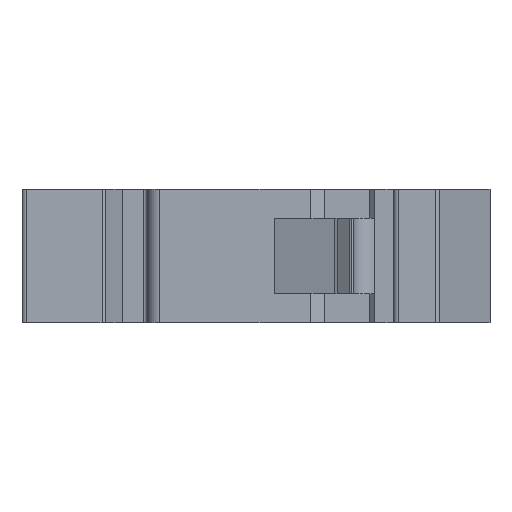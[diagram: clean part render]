
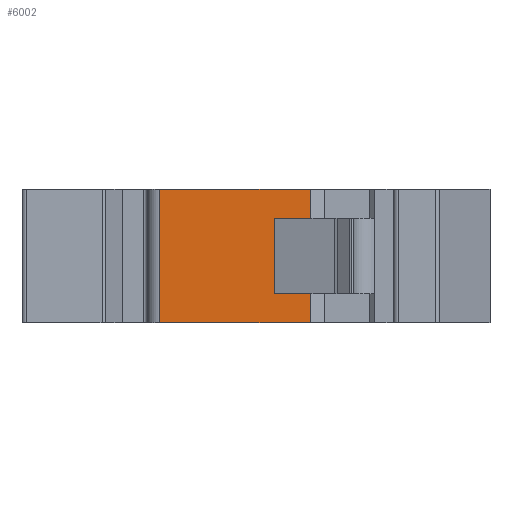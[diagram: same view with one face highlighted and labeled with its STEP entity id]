
A CAD part, front view. The second image highlights one B-rep face of the part: STEP entity #6002.
In plain terms, the highlighted planar face has unit normal (0, -1, 0).
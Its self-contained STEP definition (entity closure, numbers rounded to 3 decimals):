
#520=DIRECTION('',(-1.,0.,0.));
#521=VECTOR('',#520,17.968);
#522=CARTESIAN_POINT('',(7.168,-9.8,0.));
#523=LINE('',#522,#521);
#2405=DIRECTION('',(0.,0.,-1.));
#2406=VECTOR('',#2405,16.);
#2407=CARTESIAN_POINT('',(-10.8,-9.8,0.));
#2408=LINE('',#2407,#2406);
#2419=DIRECTION('',(0.,0.,-1.));
#2420=VECTOR('',#2419,3.5);
#2421=CARTESIAN_POINT('',(7.168,-9.8,-12.5));
#2422=LINE('',#2421,#2420);
#2426=DIRECTION('',(-1.,0.,0.));
#2427=VECTOR('',#2426,17.968);
#2428=CARTESIAN_POINT('',(7.168,-9.8,-16.));
#2429=LINE('',#2428,#2427);
#2454=DIRECTION('',(-1.,0.,0.));
#2455=VECTOR('',#2454,4.268);
#2456=CARTESIAN_POINT('',(7.168,-9.8,-12.5));
#2457=LINE('',#2456,#2455);
#2555=DIRECTION('',(1.,0.,0.));
#2556=VECTOR('',#2555,4.268);
#2557=CARTESIAN_POINT('',(2.9,-9.8,-3.5));
#2558=LINE('',#2557,#2556);
#2747=DIRECTION('',(0.,0.,1.));
#2748=VECTOR('',#2747,3.5);
#2749=CARTESIAN_POINT('',(7.168,-9.8,-3.5));
#2750=LINE('',#2749,#2748);
#3390=DIRECTION('',(0.,0.,1.));
#3391=VECTOR('',#3390,9.);
#3392=CARTESIAN_POINT('',(2.9,-9.8,-12.5));
#3393=LINE('',#3392,#3391);
#3994=CARTESIAN_POINT('',(7.168,-9.8,0.));
#3995=VERTEX_POINT('',#3994);
#3996=CARTESIAN_POINT('',(-10.8,-9.8,0.));
#3997=VERTEX_POINT('',#3996);
#4176=CARTESIAN_POINT('',(-10.8,-9.8,-16.));
#4177=VERTEX_POINT('',#4176);
#4178=CARTESIAN_POINT('',(7.168,-9.8,-16.));
#4179=VERTEX_POINT('',#4178);
#4304=CARTESIAN_POINT('',(7.168,-9.8,-12.5));
#4305=CARTESIAN_POINT('',(2.9,-9.8,-12.5));
#4306=VERTEX_POINT('',#4304);
#4307=VERTEX_POINT('',#4305);
#4308=CARTESIAN_POINT('',(7.168,-9.8,-3.5));
#4309=VERTEX_POINT('',#4308);
#4310=CARTESIAN_POINT('',(2.9,-9.8,-3.5));
#4311=VERTEX_POINT('',#4310);
#5982=CARTESIAN_POINT('',(8.727,-9.8,0.));
#5983=DIRECTION('',(0.,-1.,0.));
#5984=DIRECTION('',(-1.,0.,0.));
#5985=AXIS2_PLACEMENT_3D('',#5982,#5983,#5984);
#5986=PLANE('',#5985);
#5988=ORIENTED_EDGE('',*,*,#5987,.F.);
#5990=ORIENTED_EDGE('',*,*,#5989,.T.);
#5991=ORIENTED_EDGE('',*,*,#5091,.T.);
#5992=ORIENTED_EDGE('',*,*,#5967,.F.);
#5993=ORIENTED_EDGE('',*,*,#4622,.F.);
#5995=ORIENTED_EDGE('',*,*,#5994,.F.);
#5997=ORIENTED_EDGE('',*,*,#5996,.F.);
#5999=ORIENTED_EDGE('',*,*,#5998,.F.);
#6000=EDGE_LOOP('',(#5988,#5990,#5991,#5992,#5993,#5995,#5997,#5999));
#6001=FACE_OUTER_BOUND('',#6000,.F.);
#4622=EDGE_CURVE('',#3995,#3997,#523,.T.);
#5091=EDGE_CURVE('',#4179,#4177,#2429,.T.);
#5967=EDGE_CURVE('',#3997,#4177,#2408,.T.);
#5987=EDGE_CURVE('',#4306,#4307,#2457,.T.);
#5989=EDGE_CURVE('',#4306,#4179,#2422,.T.);
#5994=EDGE_CURVE('',#4309,#3995,#2750,.T.);
#5996=EDGE_CURVE('',#4311,#4309,#2558,.T.);
#5998=EDGE_CURVE('',#4307,#4311,#3393,.T.);
#6002=ADVANCED_FACE('',(#6001),#5986,.T.);
